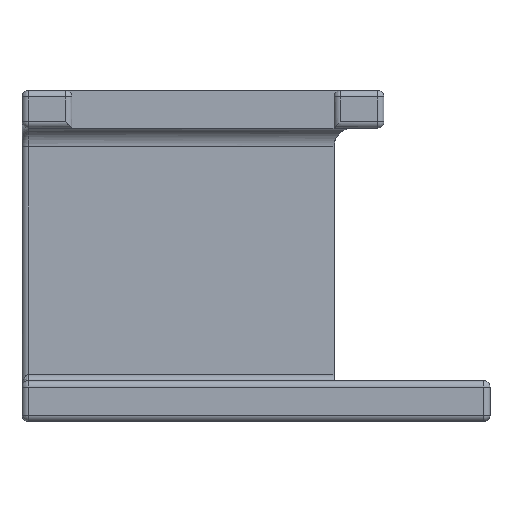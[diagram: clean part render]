
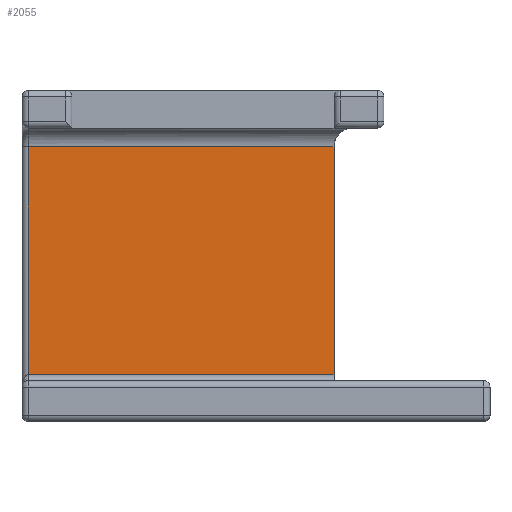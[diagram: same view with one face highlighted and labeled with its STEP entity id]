
A CAD part, left-side view. The second image highlights one B-rep face of the part: STEP entity #2055.
In plain terms, the highlighted planar face has unit normal (-1, 0, 0).
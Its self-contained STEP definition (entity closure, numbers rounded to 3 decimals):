
#198 = PLANE ( 'NONE',  #835 ) ;
#266 = VECTOR ( 'NONE', #2450, 1000. ) ;
#324 = EDGE_CURVE ( 'NONE', #1406, #1796, #760, .T. ) ;
#343 = DIRECTION ( 'NONE',  ( 0., 0., 1. ) ) ;
#355 = VECTOR ( 'NONE', #2252, 1000. ) ;
#375 = DIRECTION ( 'NONE',  ( 0., 1., 0. ) ) ;
#541 = LINE ( 'NONE', #1309, #1197 ) ;
#577 = VERTEX_POINT ( 'NONE', #841 ) ;
#644 = CARTESIAN_POINT ( 'NONE',  ( 25., 57., -39.5 ) ) ;
#679 = CARTESIAN_POINT ( 'NONE',  ( 25., 8., -39.5 ) ) ;
#724 = ORIENTED_EDGE ( 'NONE', *, *, #1943, .T. ) ;
#760 = LINE ( 'NONE', #1702, #266 ) ;
#780 = VERTEX_POINT ( 'NONE', #1293 ) ;
#835 = AXIS2_PLACEMENT_3D ( 'NONE', #2498, #1707, #375 ) ;
#841 = CARTESIAN_POINT ( 'NONE',  ( 25., 8., -39.5 ) ) ;
#876 = CARTESIAN_POINT ( 'NONE',  ( 25., 58., -3. ) ) ;
#944 = FACE_OUTER_BOUND ( 'NONE', #2262, .T. ) ;
#1017 = ORIENTED_EDGE ( 'NONE', *, *, #324, .T. ) ;
#1080 = ORIENTED_EDGE ( 'NONE', *, *, #2436, .T. ) ;
#1197 = VECTOR ( 'NONE', #343, 1000. ) ;
#1243 = LINE ( 'NONE', #876, #2122 ) ;
#1293 = CARTESIAN_POINT ( 'NONE',  ( 25., 8., -3. ) ) ;
#1309 = CARTESIAN_POINT ( 'NONE',  ( 25., 8., -47. ) ) ;
#1406 = VERTEX_POINT ( 'NONE', #2257 ) ;
#1702 = CARTESIAN_POINT ( 'NONE',  ( 25., 57., -47. ) ) ;
#1707 = DIRECTION ( 'NONE',  ( 1., 0., 0. ) ) ;
#1796 = VERTEX_POINT ( 'NONE', #644 ) ;
#1943 = EDGE_CURVE ( 'NONE', #780, #1406, #1243, .T. ) ;
#2003 = EDGE_CURVE ( 'NONE', #1796, #577, #2236, .T. ) ;
#2020 = DIRECTION ( 'NONE',  ( 0., 1., 0. ) ) ;
#2055 = ADVANCED_FACE ( 'NONE', ( #944 ), #198, .F. ) ;
#2122 = VECTOR ( 'NONE', #2020, 1000. ) ;
#2236 = LINE ( 'NONE', #679, #355 ) ;
#2252 = DIRECTION ( 'NONE',  ( 0., -1., 0. ) ) ;
#2257 = CARTESIAN_POINT ( 'NONE',  ( 25., 57., -3. ) ) ;
#2262 = EDGE_LOOP ( 'NONE', ( #1017, #2392, #1080, #724 ) ) ;
#2392 = ORIENTED_EDGE ( 'NONE', *, *, #2003, .T. ) ;
#2436 = EDGE_CURVE ( 'NONE', #577, #780, #541, .T. ) ;
#2450 = DIRECTION ( 'NONE',  ( 0., 0., -1. ) ) ;
#2498 = CARTESIAN_POINT ( 'NONE',  ( 25., 58., -47. ) ) ;
